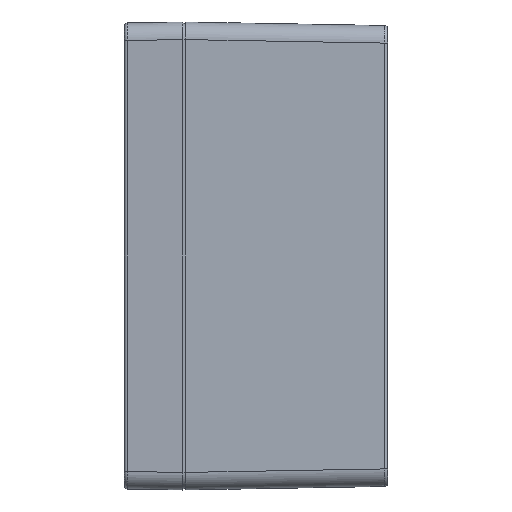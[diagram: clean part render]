
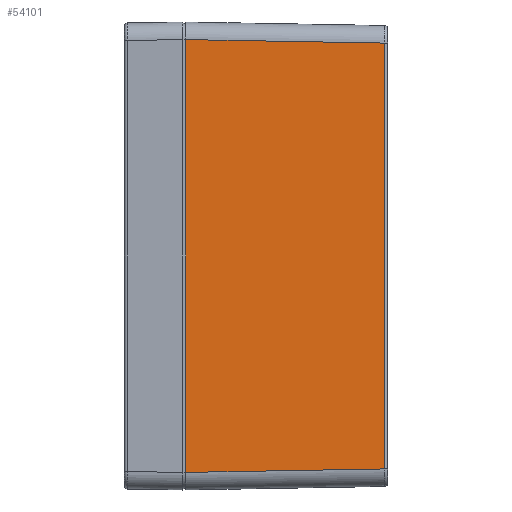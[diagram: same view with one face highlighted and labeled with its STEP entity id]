
A CAD part, left-side view. The second image highlights one B-rep face of the part: STEP entity #54101.
In plain terms, the highlighted planar face has unit normal (-1, -0.018, 0).
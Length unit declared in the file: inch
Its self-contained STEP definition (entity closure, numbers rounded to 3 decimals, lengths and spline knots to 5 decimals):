
#1754 = VECTOR ( 'NONE', #102707, 39.37008 ) ;
#2635 = ORIENTED_EDGE ( 'NONE', *, *, #96310, .T. ) ;
#3973 = ORIENTED_EDGE ( 'NONE', *, *, #45214, .T. ) ;
#4188 = CARTESIAN_POINT ( 'NONE',  ( -4.72441, 0., -3.14961 ) ) ;
#6689 = DIRECTION ( 'NONE',  ( 0., 0., 1. ) ) ;
#11641 = VECTOR ( 'NONE', #6689, 39.37008 ) ;
#11763 = EDGE_LOOP ( 'NONE', ( #85567, #3973, #21602, #2635 ) ) ;
#17953 = VECTOR ( 'NONE', #53667, 39.37008 ) ;
#18875 = VERTEX_POINT ( 'NONE', #26730 ) ;
#21602 = ORIENTED_EDGE ( 'NONE', *, *, #42753, .F. ) ;
#21781 = CARTESIAN_POINT ( 'NONE',  ( -4.67698, -2.71722, -3.14961 ) ) ;
#22496 = DIRECTION ( 'NONE',  ( -1., -0.017, 0. ) ) ;
#23721 = AXIS2_PLACEMENT_3D ( 'NONE', #4188, #22496, #78241 ) ;
#26730 = CARTESIAN_POINT ( 'NONE',  ( -4.72372, -0.03937, -2.91273 ) ) ;
#28843 = LINE ( 'NONE', #54228, #11641 ) ;
#30149 = LINE ( 'NONE', #87554, #1754 ) ;
#36947 = LINE ( 'NONE', #21781, #17953 ) ;
#42753 = EDGE_CURVE ( 'NONE', #18875, #80300, #28843, .T. ) ;
#45214 = EDGE_CURVE ( 'NONE', #60273, #80300, #73770, .T. ) ;
#45763 = PLANE ( 'NONE',  #23721 ) ;
#53667 = DIRECTION ( 'NONE',  ( 0., 0., 1. ) ) ;
#54101 = ADVANCED_FACE ( 'NONE', ( #96623 ), #45763, .T. ) ;
#54228 = CARTESIAN_POINT ( 'NONE',  ( -4.72372, -0.03937, 0. ) ) ;
#60273 = VERTEX_POINT ( 'NONE', #79832 ) ;
#65355 = EDGE_CURVE ( 'NONE', #99666, #60273, #36947, .T. ) ;
#73048 = CARTESIAN_POINT ( 'NONE',  ( -4.72372, -0.03937, 2.91273 ) ) ;
#73770 = LINE ( 'NONE', #99752, #83182 ) ;
#78241 = DIRECTION ( 'NONE',  ( 0.017, -1., 0. ) ) ;
#79832 = CARTESIAN_POINT ( 'NONE',  ( -4.67698, -2.71722, 2.86599 ) ) ;
#80300 = VERTEX_POINT ( 'NONE', #73048 ) ;
#82960 = DIRECTION ( 'NONE',  ( -0.017, 1., 0.017 ) ) ;
#83182 = VECTOR ( 'NONE', #82960, 39.37008 ) ;
#84179 = CARTESIAN_POINT ( 'NONE',  ( -4.67698, -2.71722, -2.86599 ) ) ;
#85567 = ORIENTED_EDGE ( 'NONE', *, *, #65355, .T. ) ;
#87554 = CARTESIAN_POINT ( 'NONE',  ( -4.72372, -0.03937, -2.91273 ) ) ;
#96310 = EDGE_CURVE ( 'NONE', #18875, #99666, #30149, .T. ) ;
#96623 = FACE_OUTER_BOUND ( 'NONE', #11763, .T. ) ;
#99666 = VERTEX_POINT ( 'NONE', #84179 ) ;
#99752 = CARTESIAN_POINT ( 'NONE',  ( -4.67698, -2.71722, 2.86599 ) ) ;
#102707 = DIRECTION ( 'NONE',  ( 0.017, -1., 0.017 ) ) ;
